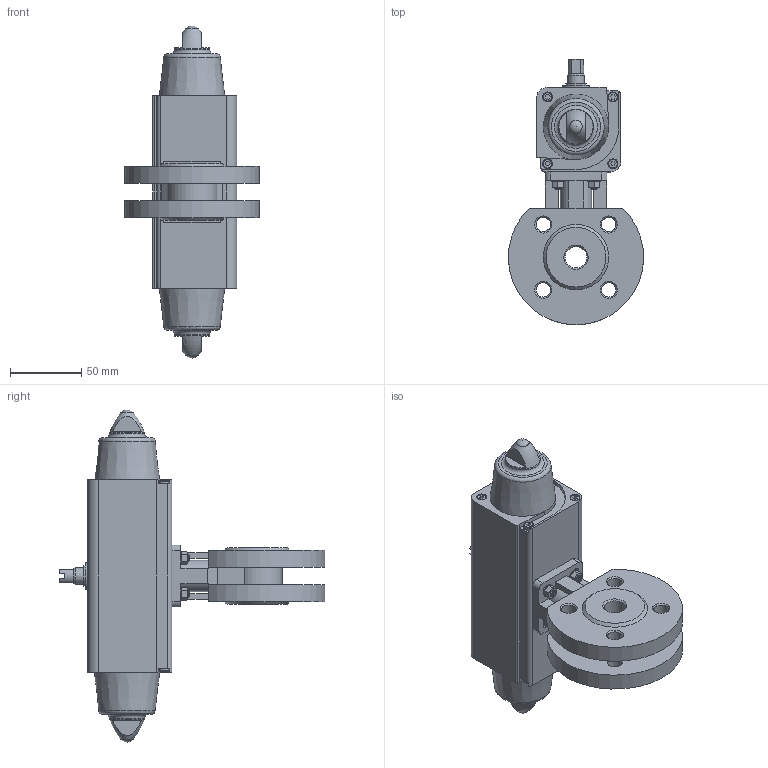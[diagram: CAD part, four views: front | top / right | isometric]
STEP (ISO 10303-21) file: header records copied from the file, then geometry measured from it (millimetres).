
FILE_DESCRIPTION(/* description */ ('STEP AP214'),/* implementation_level */ '2;1');
FILE_NAME(/* name */ '1915401_VZBC-15-FF-40-22-F0304-V4V4T-PS15-R-90-4-C',/* time_stamp */ '2024-09-18T00:45:38+02:00',/* author */ ('License CC BY-ND 4.0'),/* organization */ ('CADENAS'),/* preprocessor_version */ 'ST-DEVELOPER v19.3',/* originating_system */ 'PARTsolutions',/* authorisation */ ' ');
FILE_SCHEMA (('AUTOMOTIVE_DESIGN {1 0 10303 214 3 1 1}'));
Length unit declared in the file: millimetre
Products named in the file (8): 1915401 VZBC-15-FF-40-22-F0304-V4V4T-PS15-R-90-4-C; 1692198 VZBC-15-FF-40-22-F0304-V4V4T; DIN-913 - M5x25; 690066 S 5 A2; DIN 934 - M5(F); 533483 DAPS-0015-090-RS4-F04---(1); 533483 DAPS-0015-090-RS4-F04---(2); 8082117 DARQ-R-A-S11-S9-11
Assembly tree (16 placements, depth 2):
  1915401 VZBC-15-FF-40-22-F0304-V4V4T-PS15-R-90-4-C
    1692198 VZBC-15-FF-40-22-F0304-V4V4T
    DIN-913 - M5x25  x4
    690066 S 5 A2  x4
    DIN 934 - M5(F)  x4
    533483 DAPS-0015-090-RS4-F04---(1)
    533483 DAPS-0015-090-RS4-F04---(2)
    8082117 DARQ-R-A-S11-S9-11
Bounding box: 94.93 x 186.7 x 233.3 mm (x, y, z)
Volume: 739385.2 mm3; surface area: 107841.2 mm2
Topology: 16 solids, 16 shells, 507 faces, 1227 edges, 772 vertices
Faces by surface type: plane 277, cylinder 110, cone 101, torus 17, sphere 2
Full cylindrical faces by diameter (mm): 4.134 x16, 4.917 x1, 5 x4, 5.3 x4, 7 x8, 8.5 x1, 8.566 x2, 9 x4, 10.106 x8, 12 x1, 14.1 x1, 15 x1, 19 x2, 22 x3, 27 x1
Entity records: 11539 total; most frequent: CARTESIAN_POINT 2036, DIRECTION 1956, ORIENTED_EDGE 1712, EDGE_CURVE 856, AXIS2_PLACEMENT_3D 707, VERTEX_POINT 625, FACE_BOUND 601, EDGE_LOOP 586
